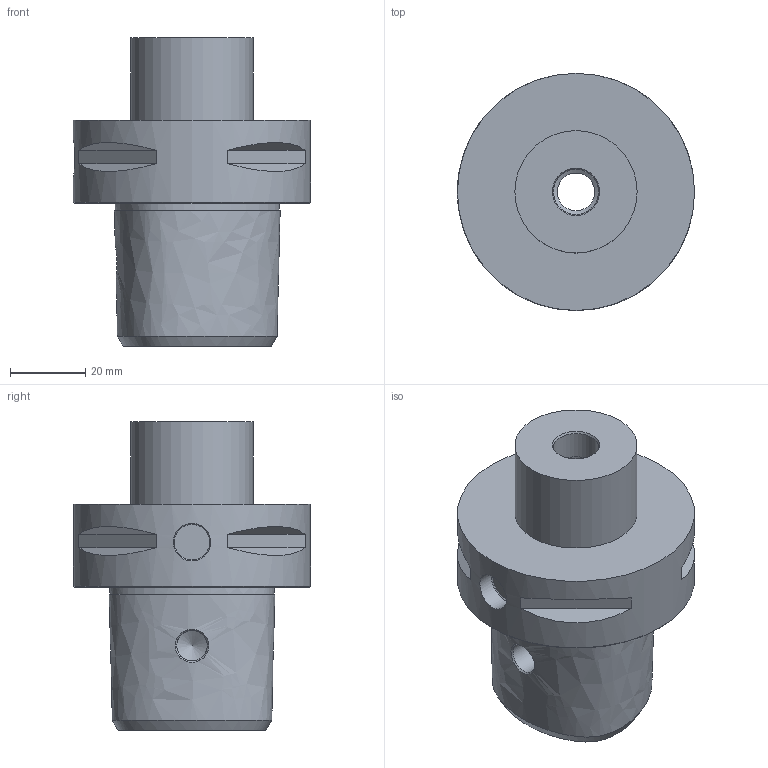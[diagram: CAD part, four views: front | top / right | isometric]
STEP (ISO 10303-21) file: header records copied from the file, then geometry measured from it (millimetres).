
FILE_DESCRIPTION(/* description */ (''),/* implementation_level */ '2;1');
FILE_NAME(/* name */ '10001155354nxv000_00_214.stp',/* time_stamp */ '2023-02-10T10:05:04+01:00',/* author */ (''),/* organization */ (''),/* preprocessor_version */ 'ST-DEVELOPER v18.1',/* originating_system */ 'SIEMENS PLM Software NX 2000',/* authorisation */ '');
FILE_SCHEMA (('AUTOMOTIVE_DESIGN { 1 0 10303 214 3 1 1 1 }'));
Length unit declared in the file: millimetre
Products named in the file (1): 10001155354nxv000_00
Bounding box: 63 x 63 x 82 mm (x, y, z)
Volume: 111157.7 mm3; surface area: 23008 mm2
Topology: 1 solids, 1 shells, 52 faces, 127 edges, 83 vertices
Faces by surface type: plane 18, cone 16, cylinder 12, bspline 5, torus 1
Full cylindrical faces by diameter (mm): 8.1 x2, 10 x2, 12 x1, 12.001 x1, 18 x1, 28 x2, 32 x1, 32.5 x1, 63 x1
Entity records: 2989 total; most frequent: CARTESIAN_POINT 1995, DIRECTION 186, ORIENTED_EDGE 160, EDGE_LOOP 93, AXIS2_PLACEMENT_3D 85, EDGE_CURVE 80, FACE_BOUND 78, VERTEX_POINT 68
